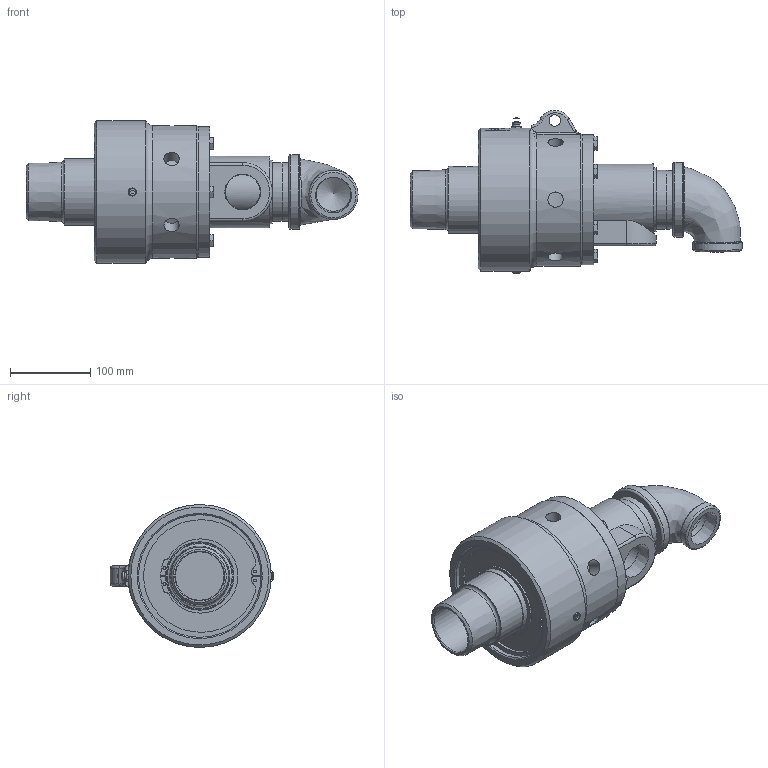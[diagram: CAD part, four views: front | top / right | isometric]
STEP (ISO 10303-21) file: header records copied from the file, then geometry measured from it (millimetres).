
FILE_DESCRIPTION(/* description */ (''),/* implementation_level */ '2;1');
FILE_NAME(/* name */ '6250-006-115-IC.stp',/* time_stamp */ '2020-05-21T09:28:17-05:00',/* author */ ('GALINDOLM'),/* organization */ (''),/* preprocessor_version */ 'ST-DEVELOPER v18',/* originating_system */ 'Autodesk Inventor 2020',/* authorisation */ '');
FILE_SCHEMA (('AUTOMOTIVE_DESIGN { 1 0 10303 214 3 1 1 }'));
Products named in the file (1): 6250-006-115-IC
Bounding box: 412.8 x 202.84 x 177.8 mm (x, y, z)
Volume: 3972794.2 mm3; surface area: 283446.7 mm2
Topology: 1 solids, 16 shells, 2185 faces, 5737 edges, 3810 vertices
Faces by surface type: plane 960, bspline 824, cylinder 294, cone 85, torus 21, sphere 1
Full cylindrical faces by diameter (mm): 3.5 x4, 5 x1, 7.798 x6, 7.95 x2, 9.525 x6, 10.3 x6, 14.3 x1, 16.7 x6, 19 x6, 43.256 x3, 49.2 x1, 60.3 x1, 61 x1, 65.481 x1, 73.025 x1, 79 x1, 83.3 x1, 84.96 x1, 92.9 x1, 152.4 x1, 159.26 x1, 161.9 x1, 177.8 x1
Entity records: 216868 total; most frequent: CARTESIAN_POINT 165539, ORIENTED_EDGE 11462, DIRECTION 9065, EDGE_CURVE 5731, VERTEX_POINT 3810, AXIS2_PLACEMENT_3D 3294, LINE 2477, VECTOR 2477
